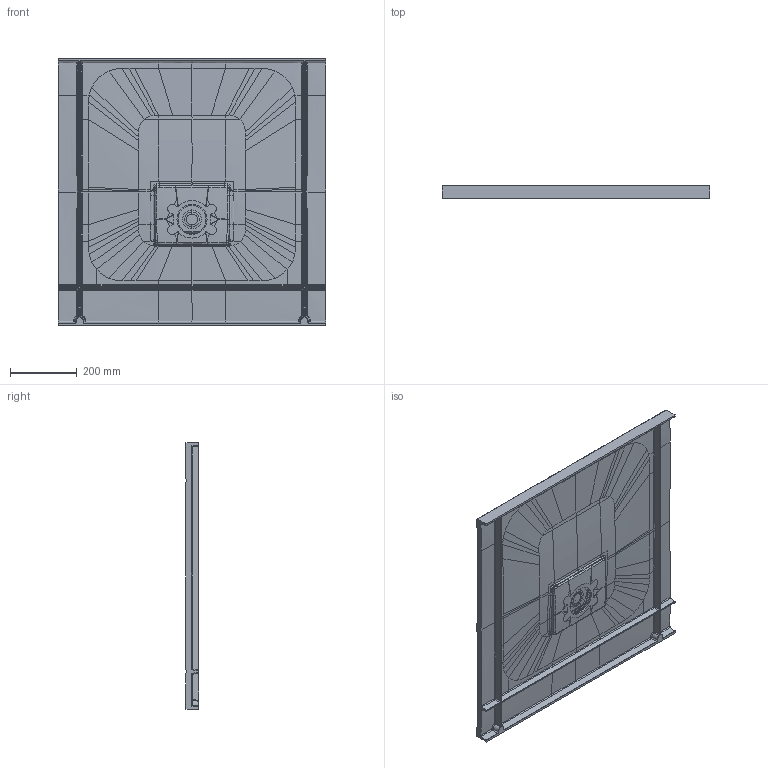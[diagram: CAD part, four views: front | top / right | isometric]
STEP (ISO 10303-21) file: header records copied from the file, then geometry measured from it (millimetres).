
FILE_DESCRIPTION((''),'2;1');
FILE_NAME('UDQ8080SQI1IV-SQUARO-INFINITY_ASM','2022-07-11T13:17:10',('GrootJ'),('Villeroy & Boch Wellness bv'),'CREO PARAMETRIC BY PTC INC, 2020454','CREO PARAMETRIC BY PTC INC, 2020454','');
FILE_SCHEMA(('CONFIG_CONTROL_DESIGN'));
Products named in the file (10): UDQ8080SQI1IV_SQUARO_INFINITY; V3P1304-101; V3P1304-102; V3P1304-106; V3P1304-103; V3P1304-104; V3P1304-105; INFINITY_DEKSEL-GLIMLIJN_060722_ASM; LOGO_INFINITY_06072022; UDQ8080SQI1IV-SQUARO-INFINITY_ASM
Assembly tree (12 placements, depth 3):
  UDQ8080SQI1IV-SQUARO-INFINITY_ASM
    UDQ8080SQI1IV_SQUARO_INFINITY
    INFINITY_DEKSEL-GLIMLIJN_060722_ASM
      V3P1304-101
      V3P1304-102
      V3P1304-106  x4
      V3P1304-103
      V3P1304-104
      V3P1304-105
    LOGO_INFINITY_06072022
Bounding box: 800 x 39.98 x 800 mm (x, y, z)
Volume: 10980209.2 mm3; surface area: 1619635.6 mm2
Topology: 39 solids, 40 shells, 5883 faces, 13963 edges, 8133 vertices
Faces by surface type: bspline 2601, cylinder 1283, plane 944, extrusion 479, sphere 290, cone 147, torus 137, revolution 2
Entity records: 299766 total; most frequent: CARTESIAN_POINT 187445, ORIENTED_EDGE 27698, DIRECTION 16496, EDGE_CURVE 13851, VERTEX_POINT 8073, B_SPLINE_CURVE_WITH_KNOTS 7198, AXIS2_PLACEMENT_3D 6095, EDGE_LOOP 5908
